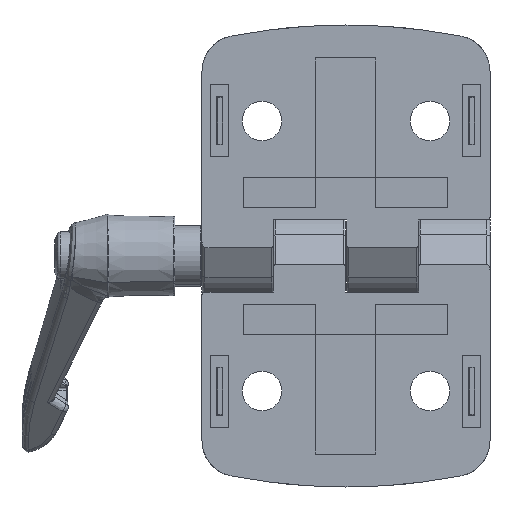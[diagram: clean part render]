
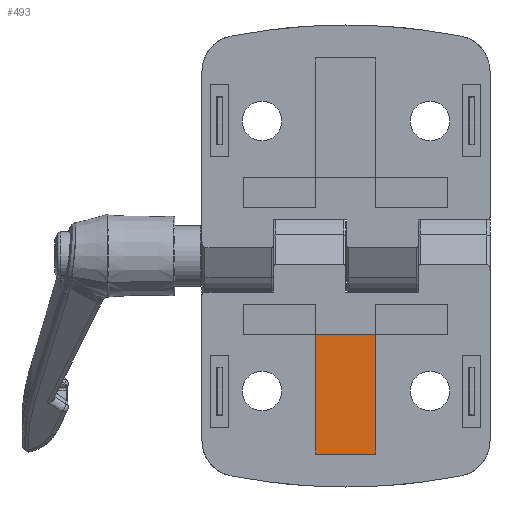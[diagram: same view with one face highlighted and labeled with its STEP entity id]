
A CAD part, front view. The second image highlights one B-rep face of the part: STEP entity #493.
In plain terms, the highlighted planar face has unit normal (0, -1, 0).
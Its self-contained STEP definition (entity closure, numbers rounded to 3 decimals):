
#493=ADVANCED_FACE('NONE',(#1570),#1571,.T.);
#1570=FACE_OUTER_BOUND('',#6085,.T.);
#1571=PLANE('',#6086);
#6085=EDGE_LOOP('',(#10041,#10042,#10043,#10044));
#6086=AXIS2_PLACEMENT_3D('',#10045,#10046,#10047);
#10041=ORIENTED_EDGE('',*,*,#13207,.T.);
#10042=ORIENTED_EDGE('',*,*,#13213,.T.);
#10043=ORIENTED_EDGE('',*,*,#13211,.T.);
#10044=ORIENTED_EDGE('',*,*,#13209,.T.);
#10045=CARTESIAN_POINT('',(-5.0,1.5,-33.0));
#10046=DIRECTION('',(0.0,-1.0,0.0));
#10047=DIRECTION('',(0.0,0.0,-1.0));
#13207=EDGE_CURVE('NONE',#15364,#15362,#15365,.T.);
#13209=EDGE_CURVE('NONE',#15367,#15364,#15368,.T.);
#13211=EDGE_CURVE('NONE',#15370,#15367,#15371,.T.);
#13213=EDGE_CURVE('NONE',#15362,#15370,#15373,.T.);
#15362=VERTEX_POINT('NONE',#20415);
#15364=VERTEX_POINT('NONE',#20418);
#15365=LINE('',#20419,#20420);
#15367=VERTEX_POINT('NONE',#20423);
#15368=LINE('',#20424,#20425);
#15370=VERTEX_POINT('NONE',#20428);
#15371=LINE('',#20429,#20430);
#15373=LINE('',#20433,#20434);
#20415=CARTESIAN_POINT('',(-5.0,1.5,-33.0));
#20418=CARTESIAN_POINT('',(-5.0,1.5,-13.01));
#20419=CARTESIAN_POINT('',(-5.0,1.5,-13.01));
#20420=VECTOR('',#23980,1000.0);
#20423=CARTESIAN_POINT('',(5.0,1.5,-13.01));
#20424=CARTESIAN_POINT('',(-5.0,1.5,-13.01));
#20425=VECTOR('',#23982,1000.0);
#20428=CARTESIAN_POINT('',(5.0,1.5,-33.0));
#20429=CARTESIAN_POINT('',(5.0,1.5,-13.01));
#20430=VECTOR('',#23984,1000.0);
#20433=CARTESIAN_POINT('',(-5.0,1.5,-33.0));
#20434=VECTOR('',#23986,1000.0);
#23980=DIRECTION('',(0.,0.0,-1.0));
#23982=DIRECTION('',(-1.0,-0.0,-0.0));
#23984=DIRECTION('',(0.,-0.0,1.0));
#23986=DIRECTION('',(1.0,0.0,0.0));
